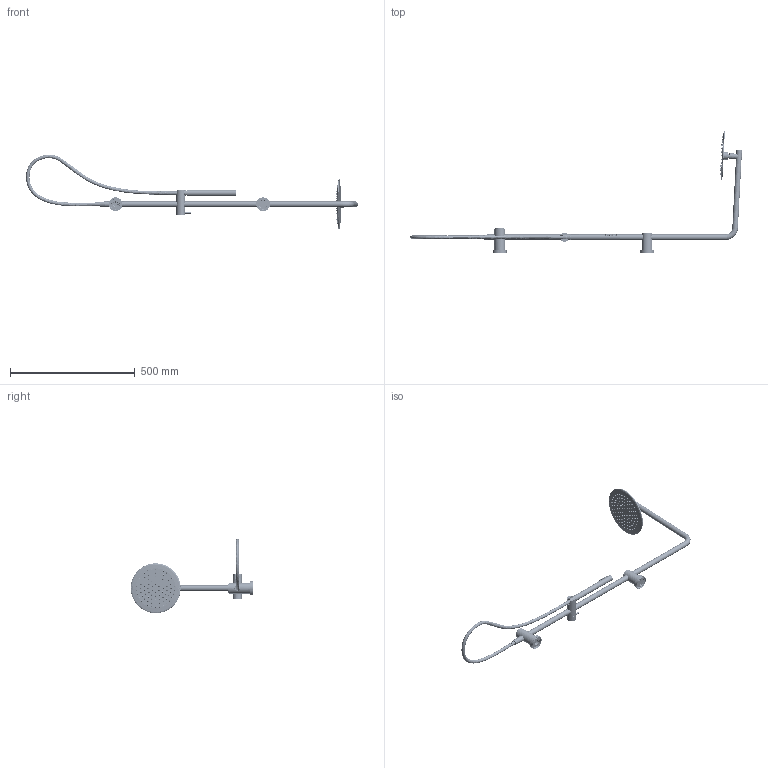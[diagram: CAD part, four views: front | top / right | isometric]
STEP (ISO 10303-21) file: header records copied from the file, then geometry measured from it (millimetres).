
FILE_DESCRIPTION (( 'STEP AP214' ), '1' );
FILE_NAME ('COSDP01_STEP_v10424.STEP', '2024-04-29T09:50:18', ( '' ), ( '' ), 'SwSTEP 2.0', 'SolidWorks 2019', '' );
FILE_SCHEMA (( 'AUTOMOTIVE_DESIGN' ));
Length unit declared in the file: inch
Products named in the file (1): COSDP01_STEP_v10424
Bounding box: 1328.94 x 490.36 x 298.12 mm (x, y, z)
Surface area: 571299.5 mm2 (no closed solid volume)
Topology: 0 solids, 67 shells, 3437 faces, 8317 edges, 5199 vertices
Faces by surface type: cylinder 1241, plane 730, torus 709, cone 534, bspline 217, sphere 6
Entity records: 239243 total; most frequent: CARTESIAN_POINT 115563, ORIENTED_EDGE 16539, DIRECTION 15868, EDGE_CURVE 8297, AXIS2_PLACEMENT_3D 6829, VERTEX_POINT 5195, EDGE_LOOP 4088, CIRCLE 3608
